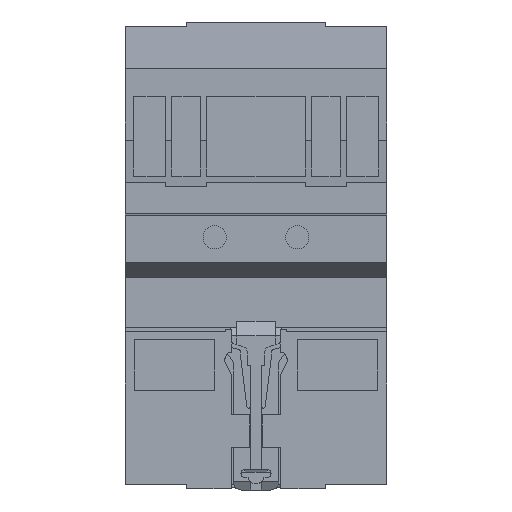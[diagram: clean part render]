
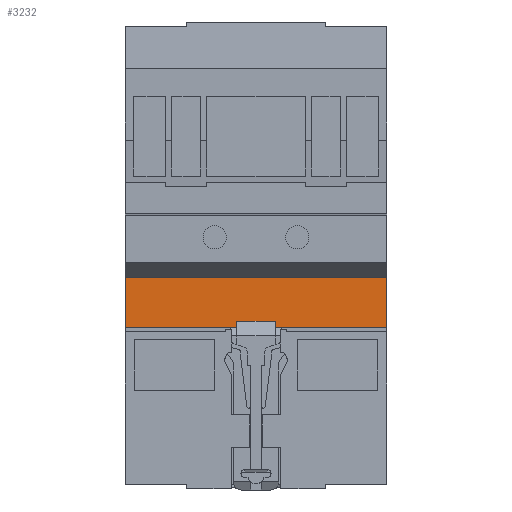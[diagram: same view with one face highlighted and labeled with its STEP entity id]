
A CAD part, front view. The second image highlights one B-rep face of the part: STEP entity #3232.
In plain terms, the highlighted planar face has unit normal (0, -1, 0).
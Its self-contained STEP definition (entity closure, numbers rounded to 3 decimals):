
#407 = LINE ( 'NONE', #45375, #21433 ) ;
#1434 = CARTESIAN_POINT ( 'NONE',  ( 31.75, 5.5, -8.1 ) ) ;
#3232 = ADVANCED_FACE ( 'NONE', ( #52097 ), #39081, .F. ) ;
#4767 = EDGE_CURVE ( 'NONE', #30519, #18488, #23943, .T. ) ;
#5678 = DIRECTION ( 'NONE',  ( 0., 0., 1. ) ) ;
#7458 = DIRECTION ( 'NONE',  ( -1., 0., 0. ) ) ;
#7588 = EDGE_CURVE ( 'NONE', #9736, #30519, #407, .T. ) ;
#8064 = EDGE_LOOP ( 'NONE', ( #10523, #36282, #9161, #18521 ) ) ;
#8592 = DIRECTION ( 'NONE',  ( -1., 0., 0. ) ) ;
#9161 = ORIENTED_EDGE ( 'NONE', *, *, #13053, .F. ) ;
#9736 = VERTEX_POINT ( 'NONE', #28811 ) ;
#10523 = ORIENTED_EDGE ( 'NONE', *, *, #4767, .T. ) ;
#11099 = CARTESIAN_POINT ( 'NONE',  ( 31.75, 5.5, -8.1 ) ) ;
#12620 = CARTESIAN_POINT ( 'NONE',  ( 31.75, 5.5, -20.3 ) ) ;
#12800 = VECTOR ( 'NONE', #33598, 1000. ) ;
#13053 = EDGE_CURVE ( 'NONE', #9736, #27699, #15965, .T. ) ;
#15965 = LINE ( 'NONE', #11099, #36998 ) ;
#16252 = CARTESIAN_POINT ( 'NONE',  ( -31.75, 5.5, -20.3 ) ) ;
#18488 = VERTEX_POINT ( 'NONE', #16252 ) ;
#18521 = ORIENTED_EDGE ( 'NONE', *, *, #7588, .T. ) ;
#19918 = CARTESIAN_POINT ( 'NONE',  ( 31.75, 5.5, -20.3 ) ) ;
#21433 = VECTOR ( 'NONE', #7458, 1000. ) ;
#23943 = LINE ( 'NONE', #50304, #12800 ) ;
#26009 = LINE ( 'NONE', #12620, #35873 ) ;
#27699 = VERTEX_POINT ( 'NONE', #19918 ) ;
#28520 = CARTESIAN_POINT ( 'NONE',  ( -31.75, 5.5, -8.1 ) ) ;
#28638 = EDGE_CURVE ( 'NONE', #27699, #18488, #26009, .T. ) ;
#28811 = CARTESIAN_POINT ( 'NONE',  ( 31.75, 5.5, -8.1 ) ) ;
#30519 = VERTEX_POINT ( 'NONE', #28520 ) ;
#30804 = DIRECTION ( 'NONE',  ( 0., 1., 0. ) ) ;
#32185 = DIRECTION ( 'NONE',  ( 0., 0., -1. ) ) ;
#33598 = DIRECTION ( 'NONE',  ( 0., 0., -1. ) ) ;
#35873 = VECTOR ( 'NONE', #8592, 1000. ) ;
#36282 = ORIENTED_EDGE ( 'NONE', *, *, #28638, .F. ) ;
#36998 = VECTOR ( 'NONE', #32185, 1000. ) ;
#39081 = PLANE ( 'NONE',  #45426 ) ;
#45375 = CARTESIAN_POINT ( 'NONE',  ( 31.75, 5.5, -8.1 ) ) ;
#45426 = AXIS2_PLACEMENT_3D ( 'NONE', #1434, #30804, #5678 ) ;
#50304 = CARTESIAN_POINT ( 'NONE',  ( -31.75, 5.5, -8.1 ) ) ;
#52097 = FACE_OUTER_BOUND ( 'NONE', #8064, .T. ) ;
